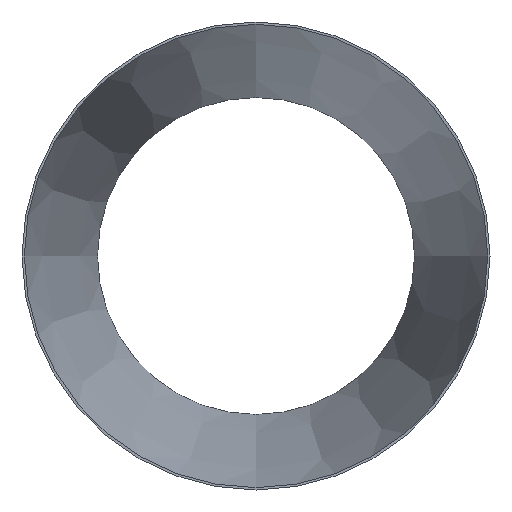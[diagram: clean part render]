
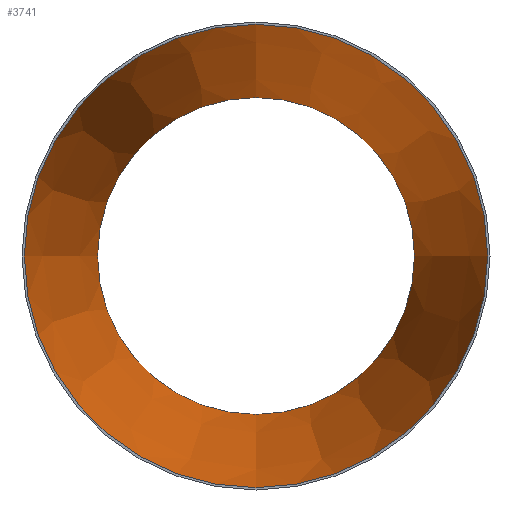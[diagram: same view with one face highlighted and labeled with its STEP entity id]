
A CAD part, front view. The second image highlights one B-rep face of the part: STEP entity #3741.
In plain terms, the highlighted conical face has half-angle 10.625 degrees and reference radius 301.748 mm.
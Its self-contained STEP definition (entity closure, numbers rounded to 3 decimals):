
#683 = ORIENTED_EDGE ( 'NONE', *, *, #30973, .T. ) ;
#936 = EDGE_LOOP ( 'NONE', ( #16605 ) ) ;
#2246 = FACE_BOUND ( 'NONE', #936, .T. ) ;
#2775 = AXIS2_PLACEMENT_3D ( 'NONE', #47587, #21212, #39577 ) ;
#3741 = ADVANCED_FACE ( 'NONE', ( #2246, #20522 ), #19433, .F. ) ;
#4008 = AXIS2_PLACEMENT_3D ( 'NONE', #41465, #33888, #19693 ) ;
#4481 = CARTESIAN_POINT ( 'NONE',  ( 0., 508., -206.448 ) ) ;
#5926 = EDGE_LOOP ( 'NONE', ( #683 ) ) ;
#7659 = VERTEX_POINT ( 'NONE', #37446 ) ;
#11754 = CIRCLE ( 'NONE', #4008, 206.448 ) ;
#12384 = EDGE_CURVE ( 'NONE', #15465, #15465, #11754, .T. ) ;
#13233 = AXIS2_PLACEMENT_3D ( 'NONE', #13927, #17587, #28098 ) ;
#13927 = CARTESIAN_POINT ( 'NONE',  ( 0., 0., 0. ) ) ;
#15465 = VERTEX_POINT ( 'NONE', #4481 ) ;
#16605 = ORIENTED_EDGE ( 'NONE', *, *, #12384, .F. ) ;
#17587 = DIRECTION ( 'NONE',  ( 0., -1., 0. ) ) ;
#19433 = CONICAL_SURFACE ( 'NONE', #13233, 301.748, 0.185 ) ;
#19693 = DIRECTION ( 'NONE',  ( 0., 0., -1. ) ) ;
#20522 = FACE_OUTER_BOUND ( 'NONE', #5926, .T. ) ;
#21212 = DIRECTION ( 'NONE',  ( 0., -1., 0. ) ) ;
#28098 = DIRECTION ( 'NONE',  ( 0., 0., -1. ) ) ;
#30973 = EDGE_CURVE ( 'NONE', #7659, #7659, #46441, .T. ) ;
#33888 = DIRECTION ( 'NONE',  ( 0., -1., 0. ) ) ;
#37446 = CARTESIAN_POINT ( 'NONE',  ( 0., 0., -301.748 ) ) ;
#39577 = DIRECTION ( 'NONE',  ( 0., 0., -1. ) ) ;
#41465 = CARTESIAN_POINT ( 'NONE',  ( 0., 508., 0. ) ) ;
#46441 = CIRCLE ( 'NONE', #2775, 301.748 ) ;
#47587 = CARTESIAN_POINT ( 'NONE',  ( 0., 0., 0. ) ) ;
